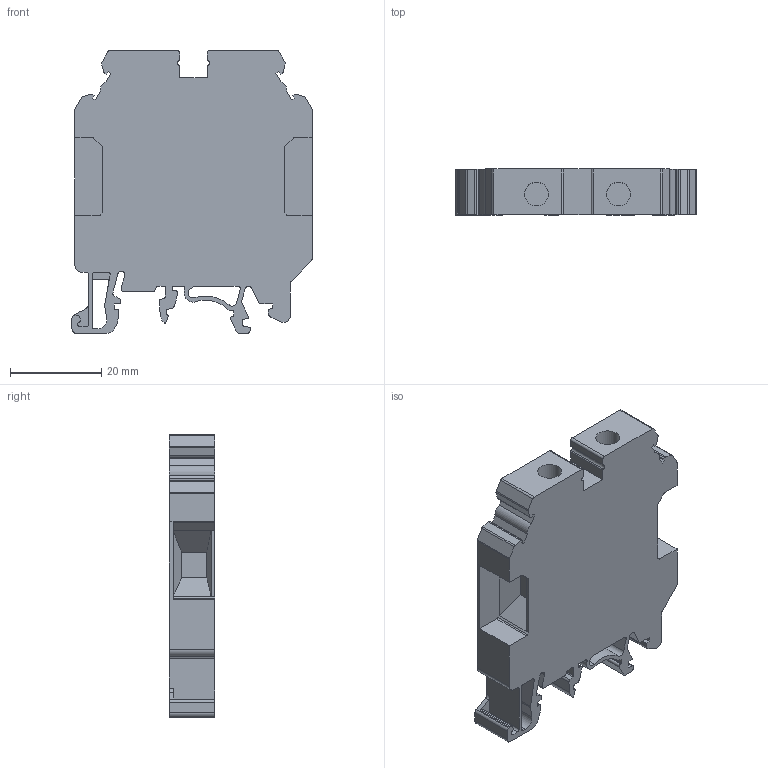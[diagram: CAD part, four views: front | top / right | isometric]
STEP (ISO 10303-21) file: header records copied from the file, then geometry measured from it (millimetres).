
FILE_DESCRIPTION( ( 'Unknown' ), '1' );
FILE_NAME( 'CHV10U.stp', 'Unknown', ( 'Unknown' ), ( 'Unknown' ), 'PSStep 14.0', 'Unknown', ' ' );
FILE_SCHEMA( ( 'AUTOMOTIVE_DESIGN { 1 0 10303 214 1 1 1 1 }' ) );
Length unit declared in the file: millimetre
Products named in the file (1): 1
Bounding box: 52.65 x 10 x 62 mm (x, y, z)
Volume: 23203.1 mm3; surface area: 9860.3 mm2
Topology: 1 solids, 1 shells, 222 faces, 644 edges, 426 vertices
Faces by surface type: plane 127, cylinder 95
Full cylindrical faces by diameter (mm): 5.2 x2
Entity records: 9110 total; most frequent: CARTESIAN_POINT 1287, ORIENTED_EDGE 1280, DIRECTION 1276, EDGE_CURVE 640, LINE 450, VECTOR 450, VERTEX_POINT 424, AXIS2_PLACEMENT_3D 413
